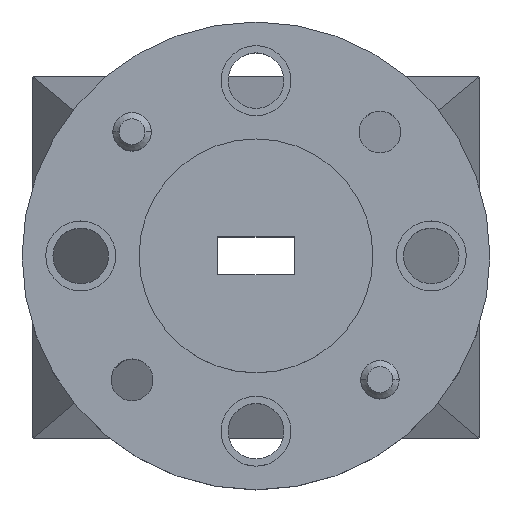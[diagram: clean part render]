
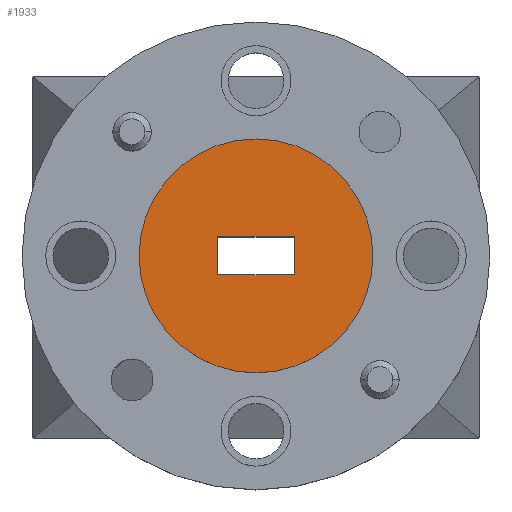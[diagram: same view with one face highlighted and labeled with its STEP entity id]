
A CAD part, top view. The second image highlights one B-rep face of the part: STEP entity #1933.
In plain terms, the highlighted planar face has unit normal (0, 0, 1).
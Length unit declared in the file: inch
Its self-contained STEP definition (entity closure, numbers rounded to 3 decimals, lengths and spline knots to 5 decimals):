
#8 = DIRECTION ( 'NONE',  ( 1., 0., 0. ) ) ;
#14 = CARTESIAN_POINT ( 'NONE',  ( -0.1875, 0., 0.037 ) ) ;
#23 = CIRCLE ( 'NONE', #1919, 0.1875 ) ;
#158 = DIRECTION ( 'NONE',  ( 0., 1., 0. ) ) ;
#180 = CARTESIAN_POINT ( 'NONE',  ( 0., 0., 0.037 ) ) ;
#331 = CARTESIAN_POINT ( 'NONE',  ( -0.061, -0.0305, 0.037 ) ) ;
#338 = ORIENTED_EDGE ( 'NONE', *, *, #436, .T. ) ;
#369 = VERTEX_POINT ( 'NONE', #14 ) ;
#378 = DIRECTION ( 'NONE',  ( 1., 0., 0. ) ) ;
#384 = LINE ( 'NONE', #1518, #2357 ) ;
#390 = AXIS2_PLACEMENT_3D ( 'NONE', #180, #2493, #8 ) ;
#436 = EDGE_CURVE ( 'NONE', #369, #1071, #1496, .T. ) ;
#473 = EDGE_LOOP ( 'NONE', ( #2283, #1472, #1461, #666 ) ) ;
#562 = PLANE ( 'NONE',  #390 ) ;
#622 = CARTESIAN_POINT ( 'NONE',  ( 0.061, 0.0305, 0.037 ) ) ;
#659 = CARTESIAN_POINT ( 'NONE',  ( 0.1875, 0., 0.037 ) ) ;
#666 = ORIENTED_EDGE ( 'NONE', *, *, #2194, .F. ) ;
#712 = CARTESIAN_POINT ( 'NONE',  ( -0.061, 0.0305, 0.037 ) ) ;
#788 = VERTEX_POINT ( 'NONE', #712 ) ;
#915 = DIRECTION ( 'NONE',  ( 0., 0., 1. ) ) ;
#981 = VERTEX_POINT ( 'NONE', #1776 ) ;
#1037 = CARTESIAN_POINT ( 'NONE',  ( -0.061, 0.0305, 0.037 ) ) ;
#1071 = VERTEX_POINT ( 'NONE', #659 ) ;
#1105 = ORIENTED_EDGE ( 'NONE', *, *, #1948, .T. ) ;
#1230 = DIRECTION ( 'NONE',  ( -1., 0., 0. ) ) ;
#1257 = DIRECTION ( 'NONE',  ( 0., -1., 0. ) ) ;
#1310 = DIRECTION ( 'NONE',  ( 1., 0., 0. ) ) ;
#1461 = ORIENTED_EDGE ( 'NONE', *, *, #2336, .F. ) ;
#1472 = ORIENTED_EDGE ( 'NONE', *, *, #1929, .F. ) ;
#1478 = LINE ( 'NONE', #1037, #2481 ) ;
#1496 = CIRCLE ( 'NONE', #1622, 0.1875 ) ;
#1518 = CARTESIAN_POINT ( 'NONE',  ( 0.061, -0.0305, 0.037 ) ) ;
#1529 = FACE_OUTER_BOUND ( 'NONE', #2245, .T. ) ;
#1536 = DIRECTION ( 'NONE',  ( 0., 0., 1. ) ) ;
#1622 = AXIS2_PLACEMENT_3D ( 'NONE', #2319, #1536, #378 ) ;
#1678 = VECTOR ( 'NONE', #1310, 39.37008 ) ;
#1679 = VECTOR ( 'NONE', #1257, 39.37008 ) ;
#1691 = LINE ( 'NONE', #2263, #1678 ) ;
#1714 = FACE_BOUND ( 'NONE', #473, .T. ) ;
#1726 = DIRECTION ( 'NONE',  ( 1., 0., 0. ) ) ;
#1776 = CARTESIAN_POINT ( 'NONE',  ( 0.061, -0.0305, 0.037 ) ) ;
#1785 = VERTEX_POINT ( 'NONE', #2422 ) ;
#1919 = AXIS2_PLACEMENT_3D ( 'NONE', #2469, #915, #1726 ) ;
#1929 = EDGE_CURVE ( 'NONE', #1785, #981, #1691, .T. ) ;
#1931 = EDGE_CURVE ( 'NONE', #981, #2152, #384, .T. ) ;
#1933 = ADVANCED_FACE ( 'NONE', ( #1714, #1529 ), #562, .T. ) ;
#1948 = EDGE_CURVE ( 'NONE', #1071, #369, #23, .T. ) ;
#2152 = VERTEX_POINT ( 'NONE', #622 ) ;
#2194 = EDGE_CURVE ( 'NONE', #2152, #788, #1478, .T. ) ;
#2245 = EDGE_LOOP ( 'NONE', ( #338, #1105 ) ) ;
#2263 = CARTESIAN_POINT ( 'NONE',  ( -0.061, -0.0305, 0.037 ) ) ;
#2283 = ORIENTED_EDGE ( 'NONE', *, *, #1931, .F. ) ;
#2319 = CARTESIAN_POINT ( 'NONE',  ( 0., 0., 0.037 ) ) ;
#2336 = EDGE_CURVE ( 'NONE', #788, #1785, #2433, .T. ) ;
#2357 = VECTOR ( 'NONE', #158, 39.37008 ) ;
#2422 = CARTESIAN_POINT ( 'NONE',  ( -0.061, -0.0305, 0.037 ) ) ;
#2433 = LINE ( 'NONE', #331, #1679 ) ;
#2469 = CARTESIAN_POINT ( 'NONE',  ( 0., 0., 0.037 ) ) ;
#2481 = VECTOR ( 'NONE', #1230, 39.37008 ) ;
#2493 = DIRECTION ( 'NONE',  ( 0., 0., 1. ) ) ;
